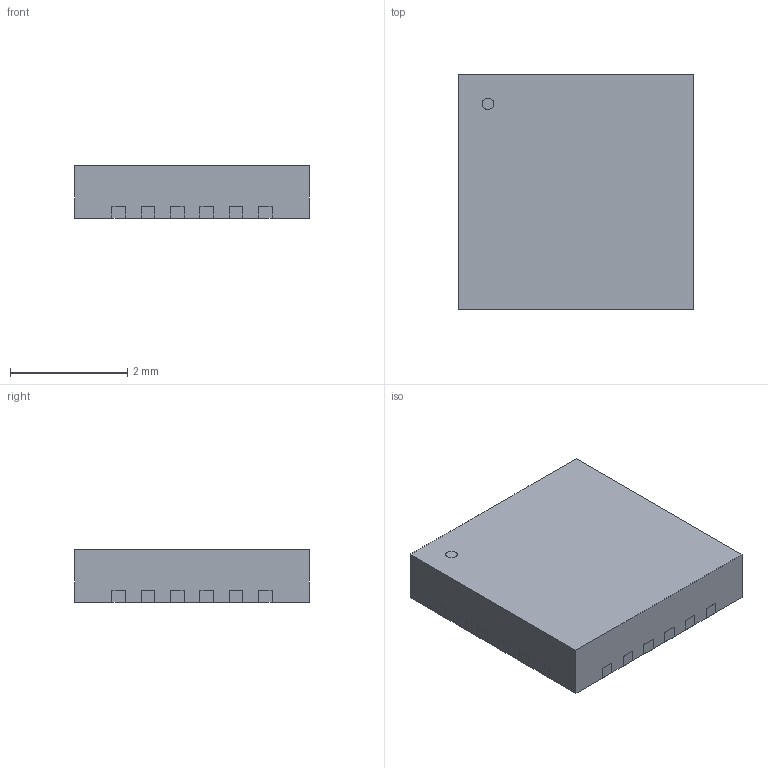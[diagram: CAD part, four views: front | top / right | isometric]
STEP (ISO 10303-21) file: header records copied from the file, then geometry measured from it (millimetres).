
FILE_DESCRIPTION( ( '' ), ' ' );
FILE_NAME( '5a8c6803e937670e84ae719f.step', '2018-02-20T18:25:07', ( '' ), ( '' ), ' ', ' ', ' ' );
FILE_SCHEMA( ( 'AUTOMOTIVE_DESIGN { 1 0 10303 214 1 1 1 1 }' ) );
Length unit declared in the file: metre
Products named in the file (1): Open CASCADE STEP translator 6.8 1
Bounding box: 4 x 4 x 0.9 mm (x, y, z)
Volume: 14.4 mm3; surface area: 46.5 mm2
Topology: 1 solids, 1 shells, 206 faces, 534 edges, 332 vertices
Faces by surface type: plane 205, cylinder 1
Full cylindrical faces by diameter (mm): 0.2 x1
Entity records: 10388 total; most frequent: CARTESIAN_POINT 1072, ORIENTED_EDGE 1066, DIRECTION 949, STYLED_ITEM 739, PRESENTATION_STYLE_ASSIGNMENT 739, COLOUR_RGB 739, EDGE_CURVE 533, CURVE_STYLE 533
